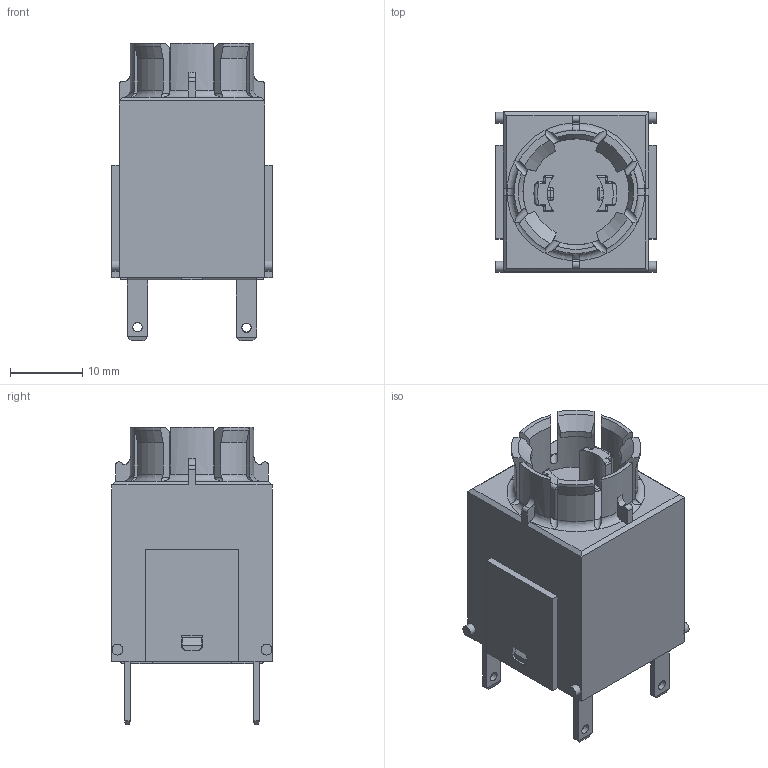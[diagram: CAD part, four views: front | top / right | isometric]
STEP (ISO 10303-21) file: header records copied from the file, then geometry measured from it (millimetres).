
FILE_DESCRIPTION(/* description */ (''),/* implementation_level */ '2;1');
FILE_NAME(/* name */ 'AT_ipt.stp',/* time_stamp */ '2016-06-07T16:50:51+02:00',/* author */ ('thagel'),/* organization */ (''),/* preprocessor_version */ 'ST-DEVELOPER v15.2',/* originating_system */ 'Autodesk Inventor 2014',/* authorisation */ '');
FILE_SCHEMA (('AUTOMOTIVE_DESIGN { 1 0 10303 214 3 1 1 }'));
Length unit declared in the file: centimetre
Products named in the file (1): 3D-Zeichnungen vereinfacht für Kunden
Bounding box: 22.2 x 22.2 x 41.23 mm (x, y, z)
Volume: 12019.6 mm3; surface area: 5161.9 mm2
Topology: 1 solids, 1 shells, 762 faces, 2138 edges, 1382 vertices
Faces by surface type: plane 615, cylinder 85, torus 24, cone 16, bspline 14, sphere 8
Full cylindrical faces by diameter (mm): 1.3 x4, 1.5 x4, 14.7 x1
Entity records: 24886 total; most frequent: CARTESIAN_POINT 5518, ORIENTED_EDGE 4224, DIRECTION 3683, EDGE_CURVE 2112, LINE 1775, VECTOR 1775, VERTEX_POINT 1381, AXIS2_PLACEMENT_3D 954
